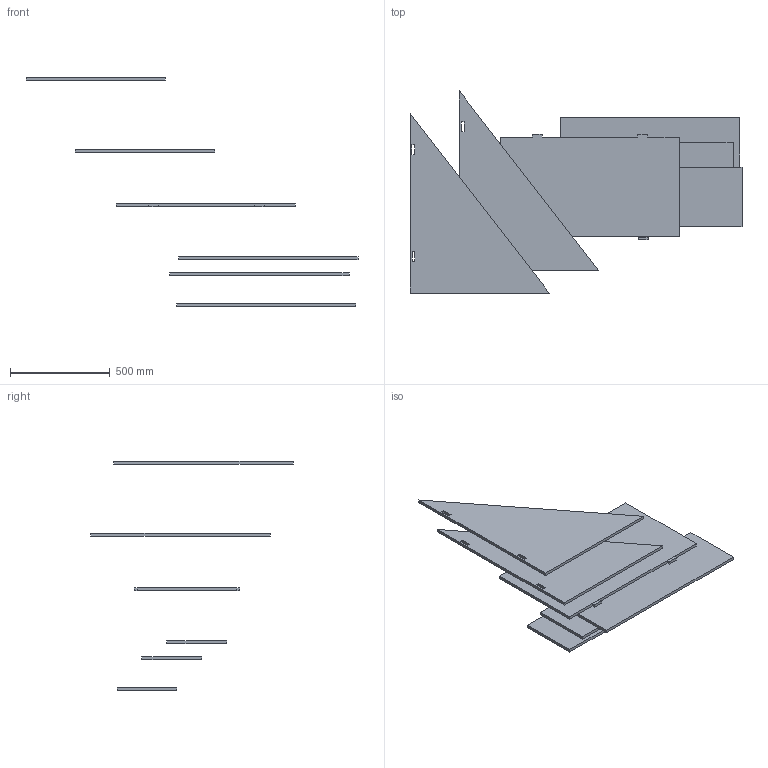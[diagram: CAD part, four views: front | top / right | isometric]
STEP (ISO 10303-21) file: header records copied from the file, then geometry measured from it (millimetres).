
FILE_DESCRIPTION(/* description */ (''),/* implementation_level */ '2;1');
FILE_NAME(/* name */ 'scrap box 15mm.stp',/* time_stamp */ '2020-05-11T01:45:36+03:00',/* author */ ('Doaa Allshurieh'),/* organization */ ('IAU'),/* preprocessor_version */ 'ST-DEVELOPER v17',/* originating_system */ 'Autodesk Inventor 2019',/* authorisation */ '');
FILE_SCHEMA (('CONFIG_CONTROL_DESIGN'));
Length unit declared in the file: inch
Products named in the file (4): Assembly1 cnc; part 1 right side 5555; part 3 sections 555; part 2 front side 30x90cm
Assembly tree (6 placements, depth 2):
  Assembly1 cnc
    part 1 right side 5555  x2
    part 3 sections 555
    part 2 front side 30x90cm  x3
Bounding box: 1665.45 x 1014.04 x 1153.37 mm (x, y, z)
Volume: 28291957.3 mm3; surface area: 4016823.6 mm2
Topology: 8 solids, 8 shells, 70 faces, 174 edges, 132 vertices
Faces by surface type: plane 70
Entity records: 1454 total; most frequent: CARTESIAN_POINT 238, DIRECTION 215, ORIENTED_EDGE 210, LINE 105, VECTOR 105, EDGE_CURVE 105, VERTEX_POINT 70, AXIS2_PLACEMENT_3D 55
